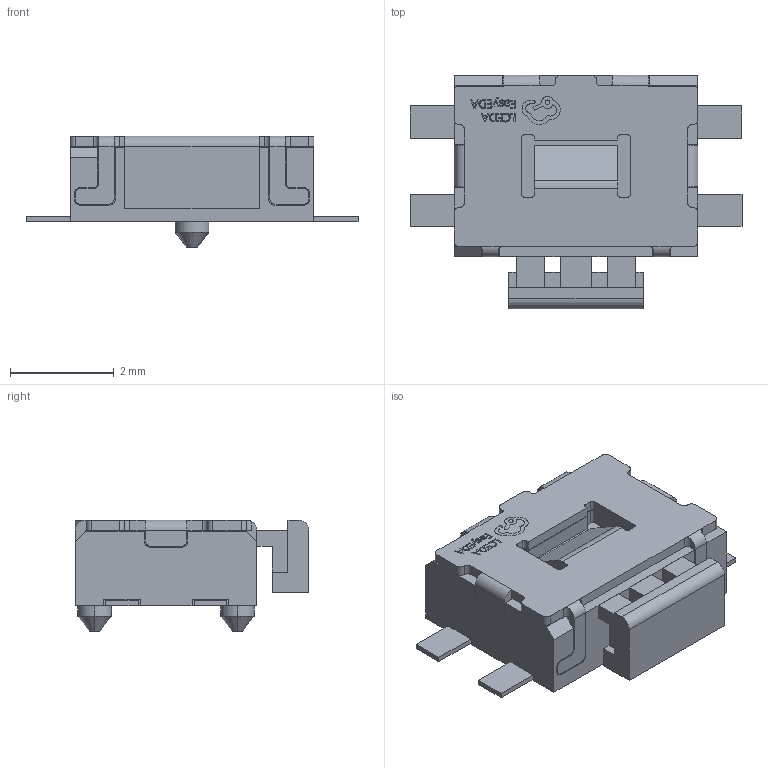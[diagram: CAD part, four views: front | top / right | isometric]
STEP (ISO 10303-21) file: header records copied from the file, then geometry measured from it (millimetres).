
FILE_DESCRIPTION (( 'STEP AP214' ), '1' );
FILE_NAME ('SW-SMD_EVQPUC02K-L4.5-W4.7-H1.7-P5.25-LS6.4.step', '2022-07-26T15:10:54', ( '' ), ( '' ), 'SwSTEP 2.0', 'SolidWorks 2020', '' );
FILE_SCHEMA (( 'AUTOMOTIVE_DESIGN' ));
Length unit declared in the file: millimetre
Products named in the file (1): SW-SMD_EVQPUC02K-L4.5-W4.7-H1.7-P5.25-LS6.4
Bounding box: 6.4 x 4.5 x 2.15 mm (x, y, z)
Volume: 28.4 mm3; surface area: 125.1 mm2
Topology: 16 solids, 16 shells, 583 faces, 1594 edges, 1050 vertices
Faces by surface type: plane 376, bspline 112, cylinder 91, cone 4
Entity records: 25543 total; most frequent: CARTESIAN_POINT 5422, ORIENTED_EDGE 3188, DIRECTION 2484, EDGE_CURVE 1594, VECTOR 1180, LINE 1180, VERTEX_POINT 1050, AXIS2_PLACEMENT_3D 652
